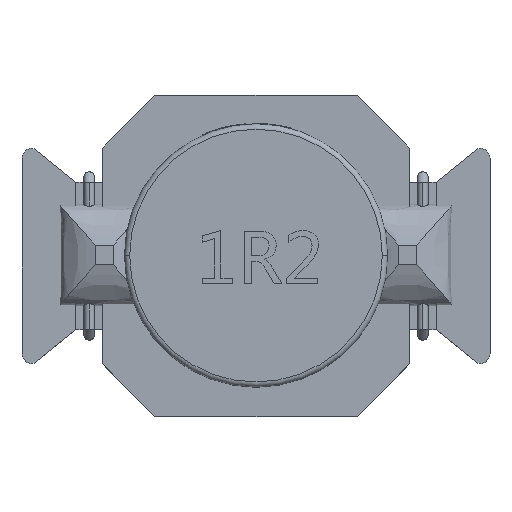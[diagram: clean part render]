
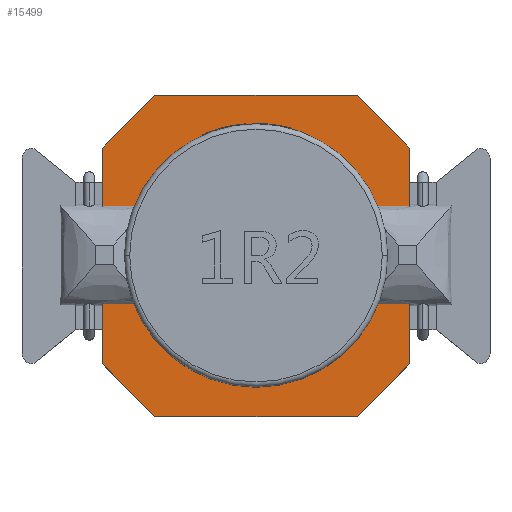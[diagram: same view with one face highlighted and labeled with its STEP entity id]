
A CAD part, top view. The second image highlights one B-rep face of the part: STEP entity #15499.
In plain terms, the highlighted planar face has unit normal (0, 0, 1).
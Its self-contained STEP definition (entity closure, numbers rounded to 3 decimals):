
#635 = VERTEX_POINT ( 'NONE', #1351 ) ;
#1134 = EDGE_CURVE ( 'NONE', #8259, #3750, #3387, .T. ) ;
#1288 = VERTEX_POINT ( 'NONE', #9647 ) ;
#1351 = CARTESIAN_POINT ( 'NONE',  ( -1.92, 3.05, 1. ) ) ;
#1480 = CARTESIAN_POINT ( 'NONE',  ( 2.92, -2.05, 1. ) ) ;
#1944 = CARTESIAN_POINT ( 'NONE',  ( -2.92, -2.05, 1. ) ) ;
#1950 = AXIS2_PLACEMENT_3D ( 'NONE', #5113, #13742, #20457 ) ;
#2004 = CARTESIAN_POINT ( 'NONE',  ( 2.485, 2.485, 1. ) ) ;
#2021 = DIRECTION ( 'NONE',  ( 0., 0., 1. ) ) ;
#2993 = DIRECTION ( 'NONE',  ( 1., 0., 0. ) ) ;
#3177 = EDGE_LOOP ( 'NONE', ( #13606, #15937 ) ) ;
#3387 = LINE ( 'NONE', #18673, #4180 ) ;
#3472 = EDGE_CURVE ( 'NONE', #21232, #10970, #10490, .T. ) ;
#3485 = AXIS2_PLACEMENT_3D ( 'NONE', #4587, #8165, #2993 ) ;
#3750 = VERTEX_POINT ( 'NONE', #13722 ) ;
#3853 = DIRECTION ( 'NONE',  ( -1., 0., 0. ) ) ;
#4180 = VECTOR ( 'NONE', #16807, 1000. ) ;
#4587 = CARTESIAN_POINT ( 'NONE',  ( 0., 0., 1. ) ) ;
#4954 = DIRECTION ( 'NONE',  ( -0.707, -0.707, 0. ) ) ;
#5063 = ORIENTED_EDGE ( 'NONE', *, *, #18410, .T. ) ;
#5113 = CARTESIAN_POINT ( 'NONE',  ( 0., 0., 1. ) ) ;
#5172 = ORIENTED_EDGE ( 'NONE', *, *, #8563, .T. ) ;
#5538 = CIRCLE ( 'NONE', #1950, 2. ) ;
#5621 = FACE_OUTER_BOUND ( 'NONE', #17724, .T. ) ;
#5650 = CARTESIAN_POINT ( 'NONE',  ( -2.92, 3.05, 1. ) ) ;
#5836 = AXIS2_PLACEMENT_3D ( 'NONE', #20723, #2021, #17097 ) ;
#6468 = CARTESIAN_POINT ( 'NONE',  ( -2.485, -2.485, 1. ) ) ;
#7088 = FACE_BOUND ( 'NONE', #3177, .T. ) ;
#7408 = VECTOR ( 'NONE', #4954, 1000. ) ;
#7434 = VERTEX_POINT ( 'NONE', #16224 ) ;
#8165 = DIRECTION ( 'NONE',  ( 0., 0., 1. ) ) ;
#8259 = VERTEX_POINT ( 'NONE', #10796 ) ;
#8480 = VECTOR ( 'NONE', #18256, 1000. ) ;
#8504 = CIRCLE ( 'NONE', #3485, 2. ) ;
#8563 = EDGE_CURVE ( 'NONE', #10970, #21160, #17412, .T. ) ;
#8897 = VERTEX_POINT ( 'NONE', #1944 ) ;
#9647 = CARTESIAN_POINT ( 'NONE',  ( 2., 0., 1. ) ) ;
#9715 = ORIENTED_EDGE ( 'NONE', *, *, #18207, .T. ) ;
#9741 = VERTEX_POINT ( 'NONE', #21001 ) ;
#9824 = LINE ( 'NONE', #6468, #8480 ) ;
#9922 = DIRECTION ( 'NONE',  ( 0.707, 0.707, 0. ) ) ;
#10335 = VECTOR ( 'NONE', #20470, 1000. ) ;
#10363 = EDGE_CURVE ( 'NONE', #8897, #8259, #9824, .T. ) ;
#10490 = LINE ( 'NONE', #19852, #10335 ) ;
#10796 = CARTESIAN_POINT ( 'NONE',  ( -1.92, -3.05, 1. ) ) ;
#10919 = DIRECTION ( 'NONE',  ( 0., -1., 0. ) ) ;
#10932 = ORIENTED_EDGE ( 'NONE', *, *, #16195, .T. ) ;
#10970 = VERTEX_POINT ( 'NONE', #16874 ) ;
#12701 = EDGE_CURVE ( 'NONE', #21160, #635, #14382, .T. ) ;
#12999 = VECTOR ( 'NONE', #18962, 1000. ) ;
#13099 = EDGE_CURVE ( 'NONE', #1288, #7434, #5538, .T. ) ;
#13220 = ORIENTED_EDGE ( 'NONE', *, *, #3472, .T. ) ;
#13387 = LINE ( 'NONE', #15387, #15936 ) ;
#13606 = ORIENTED_EDGE ( 'NONE', *, *, #13985, .F. ) ;
#13722 = CARTESIAN_POINT ( 'NONE',  ( 1.92, -3.05, 1. ) ) ;
#13742 = DIRECTION ( 'NONE',  ( 0., 0., 1. ) ) ;
#13794 = PLANE ( 'NONE',  #5836 ) ;
#13985 = EDGE_CURVE ( 'NONE', #7434, #1288, #8504, .T. ) ;
#14382 = LINE ( 'NONE', #5650, #19709 ) ;
#14615 = LINE ( 'NONE', #19340, #20065 ) ;
#14637 = ORIENTED_EDGE ( 'NONE', *, *, #12701, .T. ) ;
#15387 = CARTESIAN_POINT ( 'NONE',  ( 2.485, -2.485, 1. ) ) ;
#15499 = ADVANCED_FACE ( 'NONE', ( #7088, #5621 ), #13794, .T. ) ;
#15936 = VECTOR ( 'NONE', #9922, 1000. ) ;
#15937 = ORIENTED_EDGE ( 'NONE', *, *, #13099, .F. ) ;
#16195 = EDGE_CURVE ( 'NONE', #9741, #8897, #14615, .T. ) ;
#16224 = CARTESIAN_POINT ( 'NONE',  ( -2., 0., 1. ) ) ;
#16366 = CARTESIAN_POINT ( 'NONE',  ( 1.92, 3.05, 1. ) ) ;
#16807 = DIRECTION ( 'NONE',  ( 1., 0., 0. ) ) ;
#16874 = CARTESIAN_POINT ( 'NONE',  ( 2.92, 2.05, 1. ) ) ;
#17097 = DIRECTION ( 'NONE',  ( 1., 0., 0. ) ) ;
#17412 = LINE ( 'NONE', #2004, #12999 ) ;
#17724 = EDGE_LOOP ( 'NONE', ( #13220, #5172, #14637, #5063, #10932, #21876, #21182, #9715 ) ) ;
#18207 = EDGE_CURVE ( 'NONE', #3750, #21232, #13387, .T. ) ;
#18256 = DIRECTION ( 'NONE',  ( 0.707, -0.707, 0. ) ) ;
#18410 = EDGE_CURVE ( 'NONE', #635, #9741, #18878, .T. ) ;
#18673 = CARTESIAN_POINT ( 'NONE',  ( -2.92, -3.05, 1. ) ) ;
#18878 = LINE ( 'NONE', #20183, #7408 ) ;
#18962 = DIRECTION ( 'NONE',  ( -0.707, 0.707, 0. ) ) ;
#19340 = CARTESIAN_POINT ( 'NONE',  ( -2.92, 3.05, 1. ) ) ;
#19709 = VECTOR ( 'NONE', #3853, 1000. ) ;
#19852 = CARTESIAN_POINT ( 'NONE',  ( 2.92, 3.05, 1. ) ) ;
#20065 = VECTOR ( 'NONE', #10919, 1000. ) ;
#20183 = CARTESIAN_POINT ( 'NONE',  ( -2.485, 2.485, 1. ) ) ;
#20457 = DIRECTION ( 'NONE',  ( 1., 0., 0. ) ) ;
#20470 = DIRECTION ( 'NONE',  ( 0., 1., 0. ) ) ;
#20723 = CARTESIAN_POINT ( 'NONE',  ( 0., 0., 1. ) ) ;
#21001 = CARTESIAN_POINT ( 'NONE',  ( -2.92, 2.05, 1. ) ) ;
#21160 = VERTEX_POINT ( 'NONE', #16366 ) ;
#21182 = ORIENTED_EDGE ( 'NONE', *, *, #1134, .T. ) ;
#21232 = VERTEX_POINT ( 'NONE', #1480 ) ;
#21876 = ORIENTED_EDGE ( 'NONE', *, *, #10363, .T. ) ;
